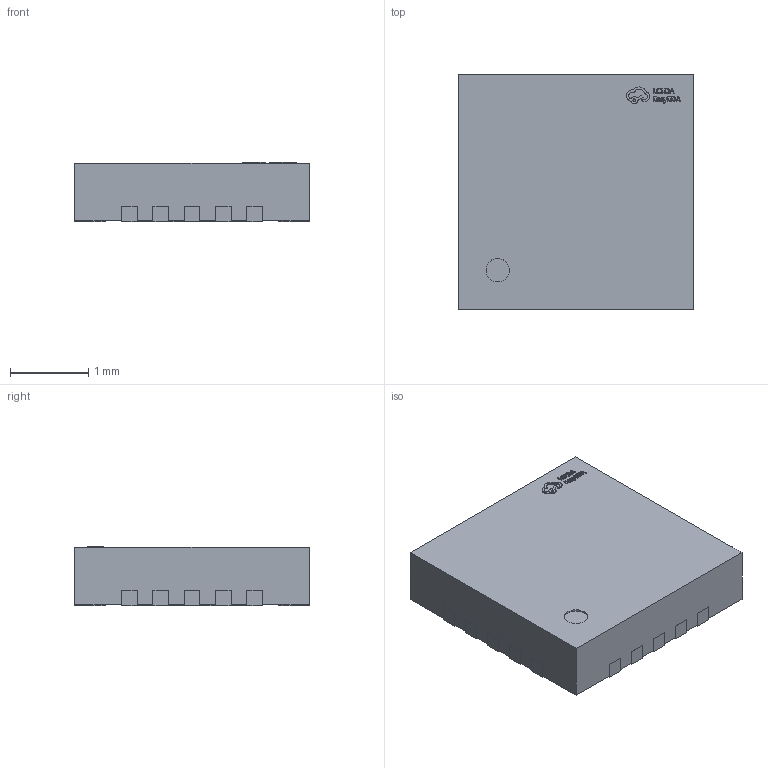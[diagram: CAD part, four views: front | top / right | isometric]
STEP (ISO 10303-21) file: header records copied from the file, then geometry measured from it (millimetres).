
FILE_DESCRIPTION (( 'STEP AP214' ), '1' );
FILE_NAME ('QFN-20_L3.0-W3.0-P0.40-BL-EP1.7.step', '2022-07-15T02:57:28', ( '' ), ( '' ), 'SwSTEP 2.0', 'SolidWorks 2020', '' );
FILE_SCHEMA (( 'AUTOMOTIVE_DESIGN' ));
Length unit declared in the file: millimetre
Products named in the file (1): QFN-20_L3.0-W3.0-P0.40-BL-EP1.7
Bounding box: 3 x 3 x 0.76 mm (x, y, z)
Volume: 6.7 mm3; surface area: 27.5 mm2
Topology: 1 solids, 1 shells, 423 faces, 1179 edges, 786 vertices
Faces by surface type: plane 284, bspline 112, cylinder 27
Entity records: 18699 total; most frequent: CARTESIAN_POINT 4493, ORIENTED_EDGE 2358, DIRECTION 1629, EDGE_CURVE 1179, VECTOR 897, LINE 897, VERTEX_POINT 786, EDGE_LOOP 451
